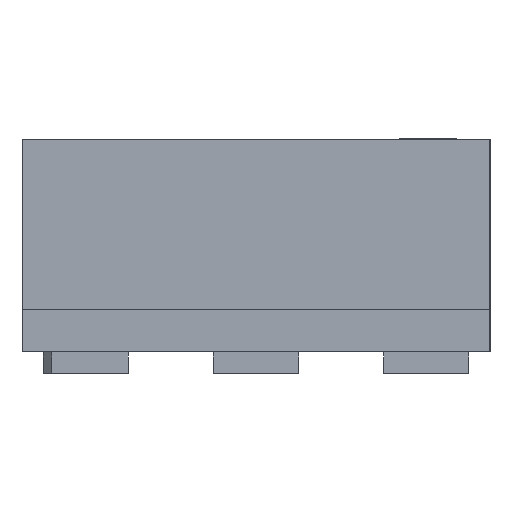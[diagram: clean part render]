
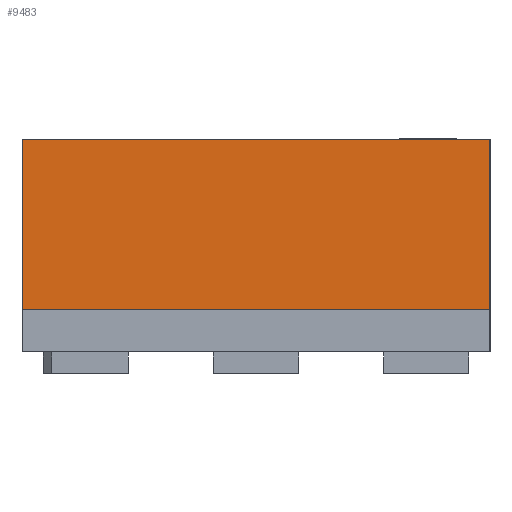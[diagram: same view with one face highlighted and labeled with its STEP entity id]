
A CAD part, left-side view. The second image highlights one B-rep face of the part: STEP entity #9483.
In plain terms, the highlighted planar face has unit normal (-1, 0, 0).
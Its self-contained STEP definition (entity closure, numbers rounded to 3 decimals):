
#14 = CARTESIAN_POINT ( 'NONE',  ( -0.55, 0.55, 0.15 ) ) ;
#93 = VERTEX_POINT ( 'NONE', #1516 ) ;
#249 = DIRECTION ( 'NONE',  ( 0., 0., -1. ) ) ;
#747 = DIRECTION ( 'NONE',  ( 0., 0., -1. ) ) ;
#1215 = DIRECTION ( 'NONE',  ( 1., 0., 0. ) ) ;
#1376 = DIRECTION ( 'NONE',  ( 0., -1., 0. ) ) ;
#1516 = CARTESIAN_POINT ( 'NONE',  ( -0.55, 0.55, 0.55 ) ) ;
#1782 = CARTESIAN_POINT ( 'NONE',  ( -0.55, 0.55, 0.15 ) ) ;
#2385 = PLANE ( 'NONE',  #8863 ) ;
#4699 = EDGE_CURVE ( 'NONE', #15024, #12362, #12930, .T. ) ;
#4965 = FACE_OUTER_BOUND ( 'NONE', #11311, .T. ) ;
#5040 = LINE ( 'NONE', #14, #5740 ) ;
#5740 = VECTOR ( 'NONE', #1376, 1000. ) ;
#6140 = DIRECTION ( 'NONE',  ( 0., -1., 0. ) ) ;
#6394 = EDGE_CURVE ( 'NONE', #93, #11379, #8715, .T. ) ;
#6436 = VECTOR ( 'NONE', #249, 1000. ) ;
#7289 = ORIENTED_EDGE ( 'NONE', *, *, #14661, .F. ) ;
#7301 = CARTESIAN_POINT ( 'NONE',  ( -0.55, 0.55, 0.55 ) ) ;
#7432 = CARTESIAN_POINT ( 'NONE',  ( -0.55, 0.55, 0.55 ) ) ;
#8070 = ORIENTED_EDGE ( 'NONE', *, *, #4699, .F. ) ;
#8087 = CARTESIAN_POINT ( 'NONE',  ( -0.55, -0.55, 0.15 ) ) ;
#8137 = DIRECTION ( 'NONE',  ( 0., 0., -1. ) ) ;
#8715 = LINE ( 'NONE', #14161, #15196 ) ;
#8863 = AXIS2_PLACEMENT_3D ( 'NONE', #7432, #1215, #747 ) ;
#9483 = ADVANCED_FACE ( 'NONE', ( #4965 ), #2385, .F. ) ;
#11092 = EDGE_CURVE ( 'NONE', #11379, #12362, #5040, .T. ) ;
#11311 = EDGE_LOOP ( 'NONE', ( #14054, #8070, #7289, #14857 ) ) ;
#11379 = VERTEX_POINT ( 'NONE', #1782 ) ;
#11662 = CARTESIAN_POINT ( 'NONE',  ( -0.55, -0.55, 0.55 ) ) ;
#12362 = VERTEX_POINT ( 'NONE', #8087 ) ;
#12585 = VECTOR ( 'NONE', #6140, 1000. ) ;
#12930 = LINE ( 'NONE', #11662, #6436 ) ;
#14054 = ORIENTED_EDGE ( 'NONE', *, *, #11092, .T. ) ;
#14161 = CARTESIAN_POINT ( 'NONE',  ( -0.55, 0.55, 0.55 ) ) ;
#14661 = EDGE_CURVE ( 'NONE', #93, #15024, #14871, .T. ) ;
#14857 = ORIENTED_EDGE ( 'NONE', *, *, #6394, .T. ) ;
#14871 = LINE ( 'NONE', #7301, #12585 ) ;
#15024 = VERTEX_POINT ( 'NONE', #16134 ) ;
#15196 = VECTOR ( 'NONE', #8137, 1000. ) ;
#16134 = CARTESIAN_POINT ( 'NONE',  ( -0.55, -0.55, 0.55 ) ) ;
